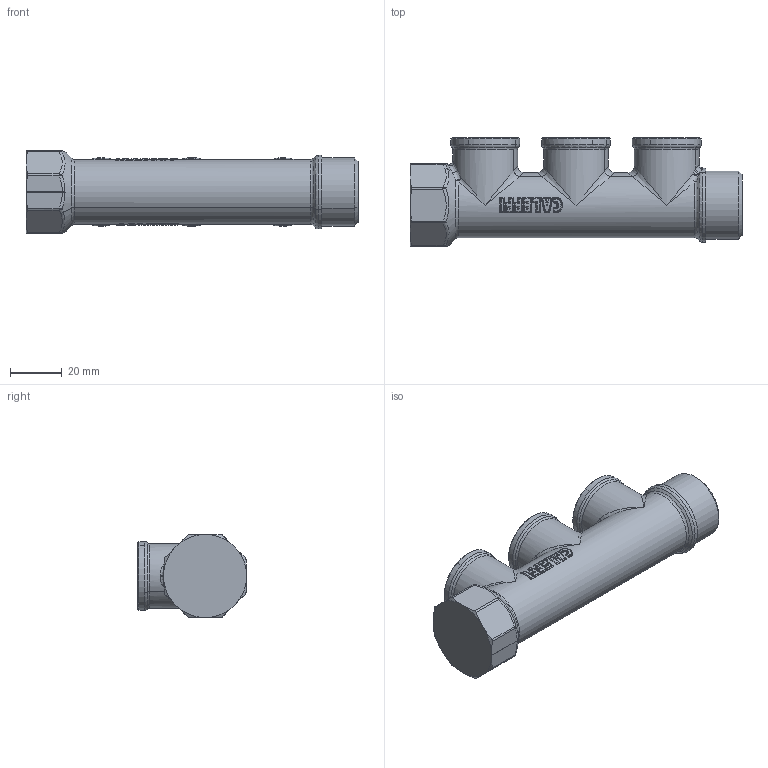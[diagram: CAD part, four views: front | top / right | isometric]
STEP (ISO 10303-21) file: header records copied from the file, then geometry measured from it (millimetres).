
FILE_DESCRIPTION(('CATIA V5 STEP Exchange'),'2;1');
FILE_NAME('STEP_349330_-_TST.stp','2018-06-14T07:14:43+00:00',('none'),('none'),'CATIA Version 5-6 Release 2016 SP4','CATIA V5 STEP AP203','none');
FILE_SCHEMA(('CONFIG_CONTROL_DESIGN'));
Products named in the file (1): 349330 - TST
Bounding box: 128 x 41.9 x 31.8 mm (x, y, z)
Volume: 92911.5 mm3; surface area: 16064.8 mm2
Topology: 1 solids, 1 shells, 852 faces, 1971 edges, 1029 vertices
Faces by surface type: bspline 522, cylinder 144, sphere 76, plane 68, cone 23, torus 19
Entity records: 61349 total; most frequent: CARTESIAN_POINT 47567, ORIENTED_EDGE 3724, EDGE_CURVE 1862, B_SPLINE_CURVE_WITH_KNOTS 1369, DIRECTION 1073, VERTEX_POINT 1029, EDGE_LOOP 869, ADVANCED_FACE 852
